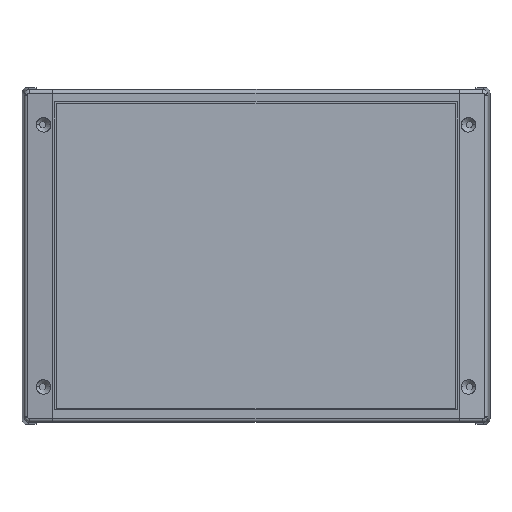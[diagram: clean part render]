
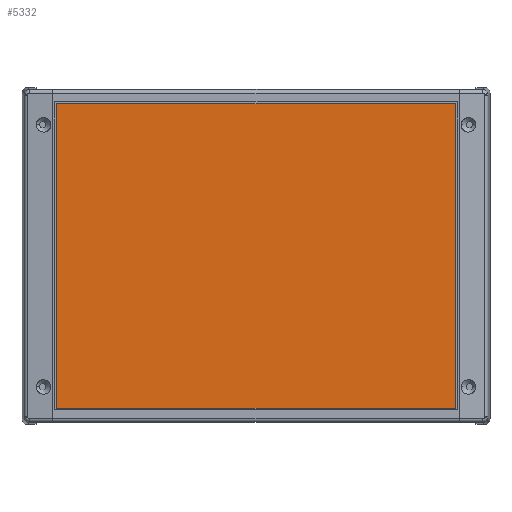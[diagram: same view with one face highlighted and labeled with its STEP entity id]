
A CAD part, top view. The second image highlights one B-rep face of the part: STEP entity #5332.
In plain terms, the highlighted planar face has unit normal (0, 0, 1).
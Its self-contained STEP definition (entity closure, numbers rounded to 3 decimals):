
#1390=DIRECTION('',(-1.,0.,0.));
#1391=VECTOR('',#1390,213.);
#1392=CARTESIAN_POINT('',(106.5,81.25,24.75));
#1393=LINE('',#1392,#1391);
#1394=DIRECTION('',(0.,1.,0.));
#1395=VECTOR('',#1394,162.5);
#1396=CARTESIAN_POINT('',(-106.5,-81.25,24.75));
#1397=LINE('',#1396,#1395);
#1398=DIRECTION('',(0.,-1.,0.));
#1399=VECTOR('',#1398,162.5);
#1400=CARTESIAN_POINT('',(106.5,81.25,24.75));
#1401=LINE('',#1400,#1399);
#1410=DIRECTION('',(1.,0.,0.));
#1411=VECTOR('',#1410,213.);
#1412=CARTESIAN_POINT('',(-106.5,-81.25,24.75));
#1413=LINE('',#1412,#1411);
#3149=CARTESIAN_POINT('',(106.5,81.25,24.75));
#3150=CARTESIAN_POINT('',(106.5,-81.25,24.75));
#3151=VERTEX_POINT('',#3149);
#3152=VERTEX_POINT('',#3150);
#3153=CARTESIAN_POINT('',(-106.5,-81.25,24.75));
#3154=CARTESIAN_POINT('',(-106.5,81.25,24.75));
#3155=VERTEX_POINT('',#3153);
#3156=VERTEX_POINT('',#3154);
#5319=CARTESIAN_POINT('',(0.,0.,24.75));
#5320=DIRECTION('',(0.,0.,1.));
#5321=DIRECTION('',(1.,0.,0.));
#5322=AXIS2_PLACEMENT_3D('',#5319,#5320,#5321);
#5323=PLANE('',#5322);
#5324=ORIENTED_EDGE('',*,*,#5300,.F.);
#5326=ORIENTED_EDGE('',*,*,#5325,.T.);
#5328=ORIENTED_EDGE('',*,*,#5327,.F.);
#5329=ORIENTED_EDGE('',*,*,#5310,.T.);
#5330=EDGE_LOOP('',(#5324,#5326,#5328,#5329));
#5331=FACE_OUTER_BOUND('',#5330,.F.);
#5332=ADVANCED_FACE('',(#5331),#5323,.T.);
#5300=EDGE_CURVE('',#3151,#3156,#1393,.T.);
#5310=EDGE_CURVE('',#3155,#3156,#1397,.T.);
#5325=EDGE_CURVE('',#3151,#3152,#1401,.T.);
#5327=EDGE_CURVE('',#3155,#3152,#1413,.T.);
